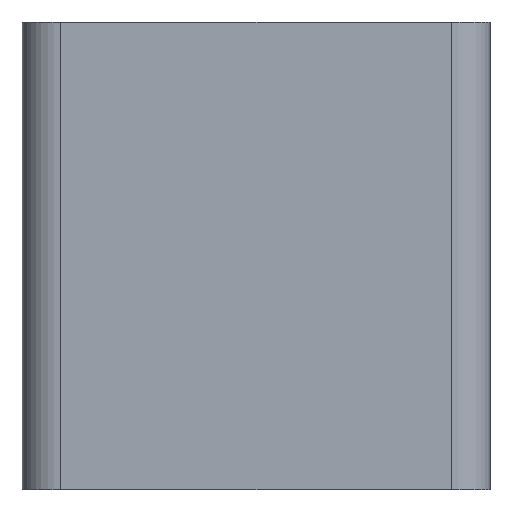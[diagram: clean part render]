
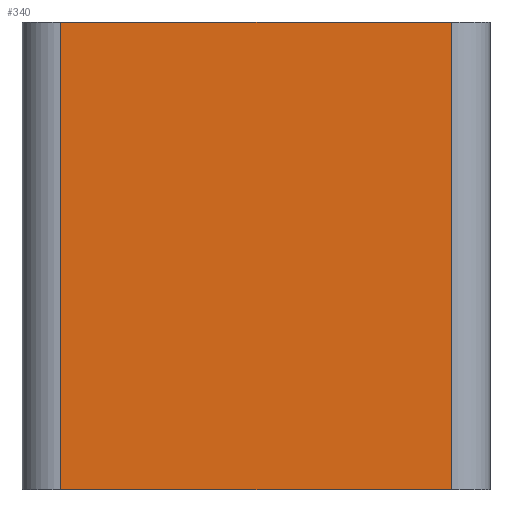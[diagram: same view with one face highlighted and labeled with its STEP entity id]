
A CAD part, left-side view. The second image highlights one B-rep face of the part: STEP entity #340.
In plain terms, the highlighted planar face has unit normal (-1, 0, 0).
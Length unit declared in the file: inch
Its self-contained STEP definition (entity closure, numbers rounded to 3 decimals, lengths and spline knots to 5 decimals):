
#52=FACE_OUTER_BOUND('',#70,.T.);
#70=EDGE_LOOP('',(#258,#259,#260,#261));
#98=LINE('',#540,#130);
#99=LINE('',#542,#131);
#100=LINE('',#544,#132);
#101=LINE('',#545,#133);
#130=VECTOR('',#438,0.834);
#131=VECTOR('',#439,1.);
#132=VECTOR('',#440,0.834);
#133=VECTOR('',#441,1.);
#162=VERTEX_POINT('',#538);
#163=VERTEX_POINT('',#539);
#164=VERTEX_POINT('',#541);
#165=VERTEX_POINT('',#543);
#202=EDGE_CURVE('',#162,#163,#98,.T.);
#203=EDGE_CURVE('',#163,#164,#99,.T.);
#204=EDGE_CURVE('',#165,#164,#100,.T.);
#205=EDGE_CURVE('',#162,#165,#101,.T.);
#258=ORIENTED_EDGE('',*,*,#202,.T.);
#259=ORIENTED_EDGE('',*,*,#203,.T.);
#260=ORIENTED_EDGE('',*,*,#204,.F.);
#261=ORIENTED_EDGE('',*,*,#205,.F.);
#326=PLANE('',#368);
#340=ADVANCED_FACE('',(#52),#326,.T.);
#368=AXIS2_PLACEMENT_3D('',#537,#436,#437);
#436=DIRECTION('center_axis',(-1.,0.,0.));
#437=DIRECTION('ref_axis',(0.,-1.,0.));
#438=DIRECTION('',(0.,-1.,0.));
#439=DIRECTION('',(0.,0.,1.));
#440=DIRECTION('',(0.,-1.,0.));
#441=DIRECTION('',(0.,0.,1.));
#537=CARTESIAN_POINT('Origin',(16.37031,41.47687,0.));
#538=CARTESIAN_POINT('',(16.37031,41.47687,0.));
#539=CARTESIAN_POINT('',(16.37031,40.64287,0.));
#540=CARTESIAN_POINT('',(16.37031,41.47687,0.));
#541=CARTESIAN_POINT('',(16.37031,40.64287,1.));
#542=CARTESIAN_POINT('',(16.37031,40.64287,0.));
#543=CARTESIAN_POINT('',(16.37031,41.47687,1.));
#544=CARTESIAN_POINT('',(16.37031,41.47687,1.));
#545=CARTESIAN_POINT('',(16.37031,41.47687,0.));
